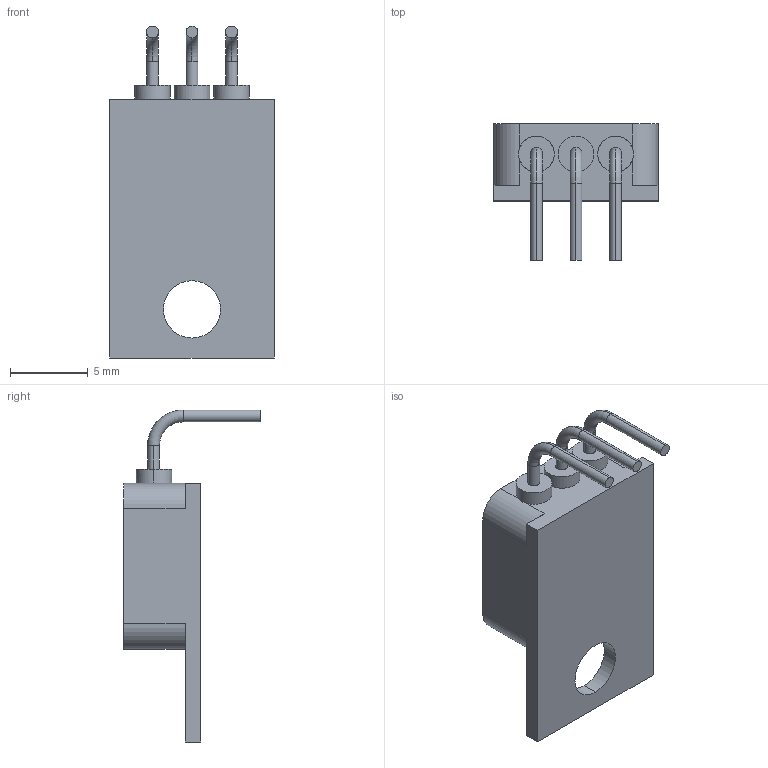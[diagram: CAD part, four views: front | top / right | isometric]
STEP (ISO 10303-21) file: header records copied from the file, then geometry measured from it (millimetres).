
FILE_DESCRIPTION (( 'STEP AP203' ), '1' );
FILE_NAME ('D100745G-STEP Rev A .STEP', '2021-11-11T13:54:04', ( '' ), ( '' ), 'SwSTEP 2.0', 'SolidWorks 2018', '' );
FILE_SCHEMA (( 'CONFIG_CONTROL_DESIGN' ));
Length unit declared in the file: inch
Products named in the file (1): D100745G-STEP Rev A 
Bounding box: 10.54 x 8.76 x 21.34 mm (x, y, z)
Volume: 624.5 mm3; surface area: 642.5 mm2
Topology: 1 solids, 1 shells, 306 faces, 791 edges, 524 vertices
Faces by surface type: plane 214, bspline 53, cylinder 33, torus 6
Entity records: 12714 total; most frequent: CARTESIAN_POINT 5427, ORIENTED_EDGE 1582, DIRECTION 1275, EDGE_CURVE 791, VECTOR 603, LINE 603, VERTEX_POINT 524, EDGE_LOOP 345
